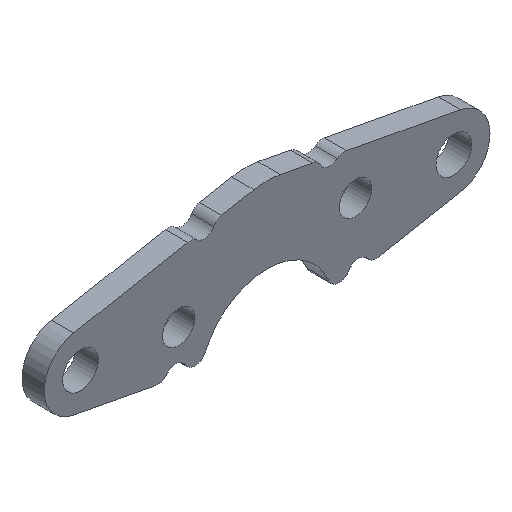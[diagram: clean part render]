
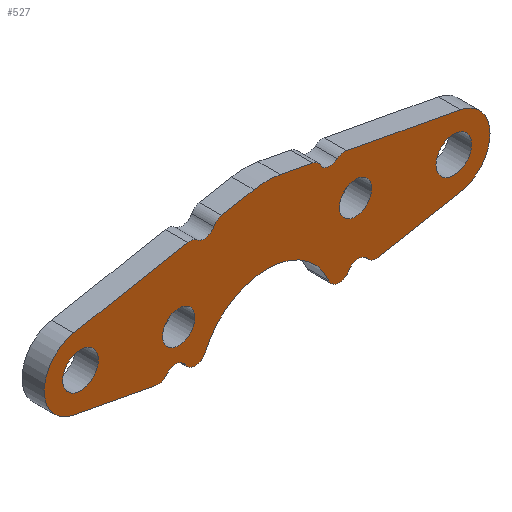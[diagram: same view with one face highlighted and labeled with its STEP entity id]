
A CAD part, isometric view. The second image highlights one B-rep face of the part: STEP entity #527.
In plain terms, the highlighted planar face has unit normal (0, -1, 0).
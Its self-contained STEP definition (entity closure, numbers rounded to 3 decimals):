
#23=FACE_BOUND('',#70,.T.);
#24=FACE_BOUND('',#71,.T.);
#25=FACE_BOUND('',#72,.T.);
#26=FACE_BOUND('',#73,.T.);
#31=PLANE('',#574);
#41=FACE_OUTER_BOUND('',#69,.T.);
#69=EDGE_LOOP('',(#357,#358,#359,#360,#361,#362,#363,#364,#365,#366,#367,
#368,#369,#370,#371,#372,#373,#374,#375,#376,#377,#378));
#70=EDGE_LOOP('',(#379));
#71=EDGE_LOOP('',(#380));
#72=EDGE_LOOP('',(#381));
#73=EDGE_LOOP('',(#382));
#106=LINE('',#847,#144);
#107=LINE('',#851,#145);
#108=LINE('',#859,#146);
#109=LINE('',#863,#147);
#110=LINE('',#871,#148);
#111=LINE('',#875,#149);
#144=VECTOR('',#667,10.);
#145=VECTOR('',#670,10.);
#146=VECTOR('',#677,10.);
#147=VECTOR('',#680,10.);
#148=VECTOR('',#687,10.);
#149=VECTOR('',#690,10.);
#179=CIRCLE('',#569,1.);
#181=CIRCLE('',#572,1.);
#183=CIRCLE('',#575,6.);
#184=CIRCLE('',#576,1.);
#185=CIRCLE('',#577,1.);
#186=CIRCLE('',#578,1.);
#187=CIRCLE('',#579,3.25);
#188=CIRCLE('',#580,1.);
#189=CIRCLE('',#581,1.);
#190=CIRCLE('',#582,1.);
#191=CIRCLE('',#583,6.349);
#192=CIRCLE('',#584,1.);
#193=CIRCLE('',#585,1.);
#194=CIRCLE('',#586,1.);
#195=CIRCLE('',#587,3.25);
#196=CIRCLE('',#588,1.);
#197=CIRCLE('',#589,1.45);
#198=CIRCLE('',#590,1.45);
#199=CIRCLE('',#591,1.6);
#200=CIRCLE('',#592,1.6);
#219=VERTEX_POINT('',#823);
#220=VERTEX_POINT('',#824);
#223=VERTEX_POINT('',#832);
#225=VERTEX_POINT('',#838);
#226=VERTEX_POINT('',#840);
#227=VERTEX_POINT('',#842);
#228=VERTEX_POINT('',#844);
#229=VERTEX_POINT('',#846);
#230=VERTEX_POINT('',#848);
#231=VERTEX_POINT('',#850);
#232=VERTEX_POINT('',#852);
#233=VERTEX_POINT('',#854);
#234=VERTEX_POINT('',#856);
#235=VERTEX_POINT('',#858);
#236=VERTEX_POINT('',#860);
#237=VERTEX_POINT('',#862);
#238=VERTEX_POINT('',#864);
#239=VERTEX_POINT('',#866);
#240=VERTEX_POINT('',#868);
#241=VERTEX_POINT('',#870);
#242=VERTEX_POINT('',#872);
#243=VERTEX_POINT('',#874);
#244=VERTEX_POINT('',#877);
#245=VERTEX_POINT('',#879);
#246=VERTEX_POINT('',#881);
#247=VERTEX_POINT('',#883);
#271=EDGE_CURVE('',#219,#220,#179,.T.);
#275=EDGE_CURVE('',#223,#220,#181,.T.);
#278=EDGE_CURVE('',#219,#225,#183,.T.);
#279=EDGE_CURVE('',#226,#225,#184,.T.);
#280=EDGE_CURVE('',#226,#227,#185,.T.);
#281=EDGE_CURVE('',#228,#227,#186,.T.);
#282=EDGE_CURVE('',#229,#228,#106,.T.);
#283=EDGE_CURVE('',#230,#229,#187,.T.);
#284=EDGE_CURVE('',#231,#230,#107,.T.);
#285=EDGE_CURVE('',#232,#231,#188,.T.);
#286=EDGE_CURVE('',#232,#233,#189,.T.);
#287=EDGE_CURVE('',#234,#233,#190,.T.);
#288=EDGE_CURVE('',#235,#234,#108,.T.);
#289=EDGE_CURVE('',#236,#235,#191,.T.);
#290=EDGE_CURVE('',#236,#237,#109,.T.);
#291=EDGE_CURVE('',#238,#237,#192,.T.);
#292=EDGE_CURVE('',#238,#239,#193,.T.);
#293=EDGE_CURVE('',#240,#239,#194,.T.);
#294=EDGE_CURVE('',#240,#241,#110,.T.);
#295=EDGE_CURVE('',#242,#241,#195,.T.);
#296=EDGE_CURVE('',#242,#243,#111,.T.);
#297=EDGE_CURVE('',#223,#243,#196,.T.);
#298=EDGE_CURVE('',#244,#244,#197,.T.);
#299=EDGE_CURVE('',#245,#245,#198,.T.);
#300=EDGE_CURVE('',#246,#246,#199,.T.);
#301=EDGE_CURVE('',#247,#247,#200,.T.);
#357=ORIENTED_EDGE('',*,*,#271,.F.);
#358=ORIENTED_EDGE('',*,*,#278,.T.);
#359=ORIENTED_EDGE('',*,*,#279,.F.);
#360=ORIENTED_EDGE('',*,*,#280,.T.);
#361=ORIENTED_EDGE('',*,*,#281,.F.);
#362=ORIENTED_EDGE('',*,*,#282,.F.);
#363=ORIENTED_EDGE('',*,*,#283,.F.);
#364=ORIENTED_EDGE('',*,*,#284,.F.);
#365=ORIENTED_EDGE('',*,*,#285,.F.);
#366=ORIENTED_EDGE('',*,*,#286,.T.);
#367=ORIENTED_EDGE('',*,*,#287,.F.);
#368=ORIENTED_EDGE('',*,*,#288,.F.);
#369=ORIENTED_EDGE('',*,*,#289,.F.);
#370=ORIENTED_EDGE('',*,*,#290,.T.);
#371=ORIENTED_EDGE('',*,*,#291,.F.);
#372=ORIENTED_EDGE('',*,*,#292,.T.);
#373=ORIENTED_EDGE('',*,*,#293,.F.);
#374=ORIENTED_EDGE('',*,*,#294,.T.);
#375=ORIENTED_EDGE('',*,*,#295,.F.);
#376=ORIENTED_EDGE('',*,*,#296,.T.);
#377=ORIENTED_EDGE('',*,*,#297,.F.);
#378=ORIENTED_EDGE('',*,*,#275,.T.);
#379=ORIENTED_EDGE('',*,*,#298,.F.);
#380=ORIENTED_EDGE('',*,*,#299,.F.);
#381=ORIENTED_EDGE('',*,*,#300,.F.);
#382=ORIENTED_EDGE('',*,*,#301,.F.);
#527=ADVANCED_FACE('',(#41,#23,#24,#25,#26),#31,.F.);
#569=AXIS2_PLACEMENT_3D('',#825,#644,#645);
#572=AXIS2_PLACEMENT_3D('',#833,#652,#653);
#574=AXIS2_PLACEMENT_3D('',#837,#657,#658);
#575=AXIS2_PLACEMENT_3D('',#839,#659,#660);
#576=AXIS2_PLACEMENT_3D('',#841,#661,#662);
#577=AXIS2_PLACEMENT_3D('',#843,#663,#664);
#578=AXIS2_PLACEMENT_3D('',#845,#665,#666);
#579=AXIS2_PLACEMENT_3D('',#849,#668,#669);
#580=AXIS2_PLACEMENT_3D('',#853,#671,#672);
#581=AXIS2_PLACEMENT_3D('',#855,#673,#674);
#582=AXIS2_PLACEMENT_3D('',#857,#675,#676);
#583=AXIS2_PLACEMENT_3D('',#861,#678,#679);
#584=AXIS2_PLACEMENT_3D('',#865,#681,#682);
#585=AXIS2_PLACEMENT_3D('',#867,#683,#684);
#586=AXIS2_PLACEMENT_3D('',#869,#685,#686);
#587=AXIS2_PLACEMENT_3D('',#873,#688,#689);
#588=AXIS2_PLACEMENT_3D('',#876,#691,#692);
#589=AXIS2_PLACEMENT_3D('',#878,#693,#694);
#590=AXIS2_PLACEMENT_3D('',#880,#695,#696);
#591=AXIS2_PLACEMENT_3D('',#882,#697,#698);
#592=AXIS2_PLACEMENT_3D('',#884,#699,#700);
#644=DIRECTION('center_axis',(0.,1.,0.));
#645=DIRECTION('ref_axis',(-0.923,0.,0.385));
#652=DIRECTION('center_axis',(0.,1.,0.));
#653=DIRECTION('ref_axis',(1.,0.,0.));
#657=DIRECTION('center_axis',(0.,1.,0.));
#658=DIRECTION('ref_axis',(1.,0.,0.));
#659=DIRECTION('center_axis',(0.,1.,0.));
#660=DIRECTION('ref_axis',(1.,0.,0.));
#661=DIRECTION('center_axis',(0.,1.,0.));
#662=DIRECTION('ref_axis',(-0.869,0.,0.495));
#663=DIRECTION('center_axis',(0.,1.,0.));
#664=DIRECTION('ref_axis',(1.,0.,0.));
#665=DIRECTION('center_axis',(0.,1.,0.));
#666=DIRECTION('ref_axis',(-0.362,0.,-0.932));
#667=DIRECTION('',(-0.983,0.,-0.185));
#668=DIRECTION('center_axis',(0.,1.,0.));
#669=DIRECTION('ref_axis',(1.,0.,0.));
#670=DIRECTION('',(0.983,0.,-0.185));
#671=DIRECTION('center_axis',(0.,1.,0.));
#672=DIRECTION('ref_axis',(-0.255,0.,0.967));
#673=DIRECTION('center_axis',(0.,1.,0.));
#674=DIRECTION('ref_axis',(1.,0.,0.));
#675=DIRECTION('center_axis',(0.,1.,0.));
#676=DIRECTION('ref_axis',(0.589,0.,0.808));
#677=DIRECTION('',(0.983,0.,-0.185));
#678=DIRECTION('center_axis',(0.,1.,0.));
#679=DIRECTION('ref_axis',(1.,0.,0.));
#680=DIRECTION('',(-0.983,0.,-0.185));
#681=DIRECTION('center_axis',(0.,1.,0.));
#682=DIRECTION('ref_axis',(-0.589,0.,0.808));
#683=DIRECTION('center_axis',(0.,1.,0.));
#684=DIRECTION('ref_axis',(1.,0.,0.));
#685=DIRECTION('center_axis',(0.,1.,0.));
#686=DIRECTION('ref_axis',(0.255,0.,0.967));
#687=DIRECTION('',(-0.983,0.,-0.185));
#688=DIRECTION('center_axis',(0.,1.,0.));
#689=DIRECTION('ref_axis',(1.,0.,0.));
#690=DIRECTION('',(0.983,0.,-0.185));
#691=DIRECTION('center_axis',(0.,1.,0.));
#692=DIRECTION('ref_axis',(0.362,0.,-0.932));
#693=DIRECTION('center_axis',(0.,-1.,0.));
#694=DIRECTION('ref_axis',(1.,0.,0.));
#695=DIRECTION('center_axis',(0.,-1.,0.));
#696=DIRECTION('ref_axis',(1.,0.,0.));
#697=DIRECTION('center_axis',(0.,-1.,0.));
#698=DIRECTION('ref_axis',(1.,0.,0.));
#699=DIRECTION('center_axis',(0.,-1.,0.));
#700=DIRECTION('ref_axis',(1.,0.,0.));
#823=CARTESIAN_POINT('',(-5.539,0.,-4.193));
#824=CARTESIAN_POINT('',(-7.331,0.,-4.302));
#825=CARTESIAN_POINT('Origin',(-6.462,0.,-3.808));
#832=CARTESIAN_POINT('',(-9.,0.,-4.198));
#833=CARTESIAN_POINT('Origin',(-8.2,0.,-4.797));
#837=CARTESIAN_POINT('Origin',(-16.75,0.,0.));
#838=CARTESIAN_POINT('',(5.539,0.,-4.193));
#839=CARTESIAN_POINT('Origin',(0.,0.,-6.5));
#840=CARTESIAN_POINT('',(7.331,0.,-4.302));
#841=CARTESIAN_POINT('Origin',(6.462,0.,-3.808));
#842=CARTESIAN_POINT('',(9.,0.,-4.198));
#843=CARTESIAN_POINT('Origin',(8.2,0.,-4.797));
#844=CARTESIAN_POINT('',(9.986,0.,-4.581));
#845=CARTESIAN_POINT('Origin',(9.801,0.,-3.598));
#846=CARTESIAN_POINT('',(17.351,0.,-3.194));
#847=CARTESIAN_POINT('',(17.351,0.,-3.194));
#848=CARTESIAN_POINT('',(17.351,0.,3.194));
#849=CARTESIAN_POINT('Origin',(16.75,0.,0.));
#850=CARTESIAN_POINT('',(7.126,0.,5.119));
#851=CARTESIAN_POINT('',(1.175,0.,6.24));
#852=CARTESIAN_POINT('',(6.296,0.,4.9));
#853=CARTESIAN_POINT('Origin',(6.941,0.,4.136));
#854=CARTESIAN_POINT('',(4.771,0.,5.187));
#855=CARTESIAN_POINT('Origin',(5.65,0.,5.664));
#856=CARTESIAN_POINT('',(4.077,0.,5.693));
#857=CARTESIAN_POINT('Origin',(3.892,0.,4.711));
#858=CARTESIAN_POINT('',(1.175,0.,6.24));
#859=CARTESIAN_POINT('',(1.175,0.,6.24));
#860=CARTESIAN_POINT('',(-1.175,0.,6.24));
#861=CARTESIAN_POINT('Origin',(0.,0.,0.));
#862=CARTESIAN_POINT('',(-4.077,0.,5.693));
#863=CARTESIAN_POINT('',(-1.175,0.,6.24));
#864=CARTESIAN_POINT('',(-4.771,0.,5.187));
#865=CARTESIAN_POINT('Origin',(-3.892,0.,4.711));
#866=CARTESIAN_POINT('',(-6.296,0.,4.9));
#867=CARTESIAN_POINT('Origin',(-5.65,0.,5.664));
#868=CARTESIAN_POINT('',(-7.126,0.,5.119));
#869=CARTESIAN_POINT('Origin',(-6.941,0.,4.136));
#870=CARTESIAN_POINT('',(-17.351,0.,3.194));
#871=CARTESIAN_POINT('',(-1.175,0.,6.24));
#872=CARTESIAN_POINT('',(-17.351,0.,-3.194));
#873=CARTESIAN_POINT('Origin',(-16.75,0.,0.));
#874=CARTESIAN_POINT('',(-9.986,0.,-4.581));
#875=CARTESIAN_POINT('',(-17.351,0.,-3.194));
#876=CARTESIAN_POINT('Origin',(-9.801,0.,-3.598));
#877=CARTESIAN_POINT('',(-9.382,0.,-1.044));
#878=CARTESIAN_POINT('Origin',(-7.932,0.,-1.044));
#879=CARTESIAN_POINT('',(6.482,0.,1.044));
#880=CARTESIAN_POINT('Origin',(7.932,0.,1.044));
#881=CARTESIAN_POINT('',(15.15,0.,0.));
#882=CARTESIAN_POINT('Origin',(16.75,0.,0.));
#883=CARTESIAN_POINT('',(-18.35,0.,0.));
#884=CARTESIAN_POINT('Origin',(-16.75,0.,0.));
